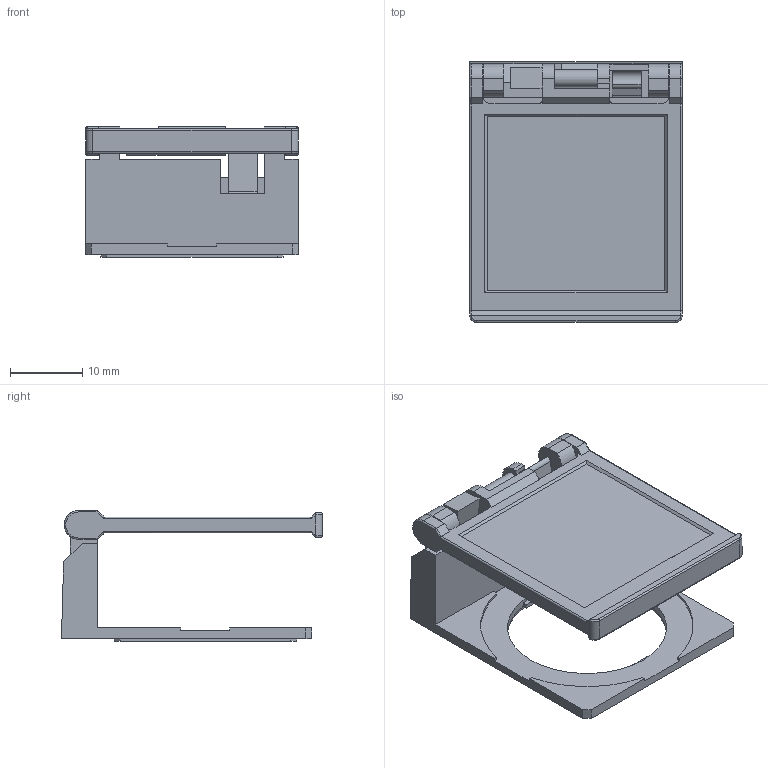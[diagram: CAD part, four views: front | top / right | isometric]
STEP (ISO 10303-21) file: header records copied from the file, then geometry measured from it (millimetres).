
FILE_DESCRIPTION (( 'STEP AP203' ), '1' );
FILE_NAME ('HW9Z-K1_rev0.0.STEP', '2022-03-23T01:44:32', ( '' ), ( '' ), 'SwSTEP 2.0', 'SolidWorks 2019', '' );
FILE_SCHEMA (( 'CONFIG_CONTROL_DESIGN' ));
Length unit declared in the file: millimetre
Products named in the file (3): HW_GUARDBASE_rev0.0; HW9Z-K1_rev0.0; HW_GUARDCOVER_SPRING_rev0.0
Assembly tree (2 placements, depth 2):
  HW9Z-K1_rev0.0
    HW_GUARDBASE_rev0.0
    HW_GUARDCOVER_SPRING_rev0.0
Bounding box: 29.4 x 36.1 x 18.1 mm (x, y, z)
Volume: 4390.4 mm3; surface area: 5165.5 mm2
Topology: 2 solids, 3 shells, 178 faces, 458 edges, 296 vertices
Faces by surface type: plane 123, cylinder 49, torus 6
Full cylindrical faces by diameter (mm): 1.6 x2, 1.94 x1, 2 x2, 2.46 x1, 22 x1, 22.2 x1
Entity records: 5639 total; most frequent: CARTESIAN_POINT 1014, ORIENTED_EDGE 898, DIRECTION 879, EDGE_CURVE 449, LINE 345, VECTOR 345, VERTEX_POINT 295, AXIS2_PLACEMENT_3D 267
